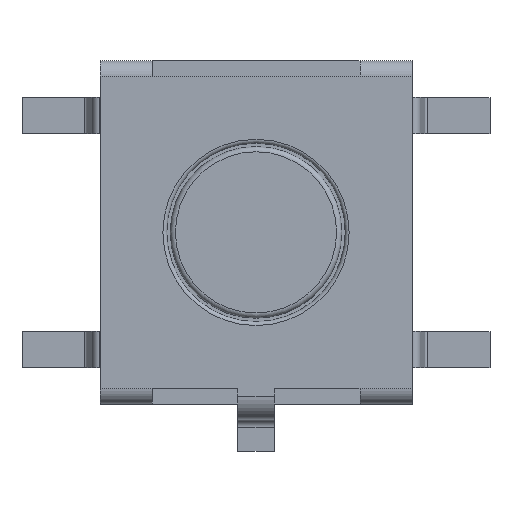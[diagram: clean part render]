
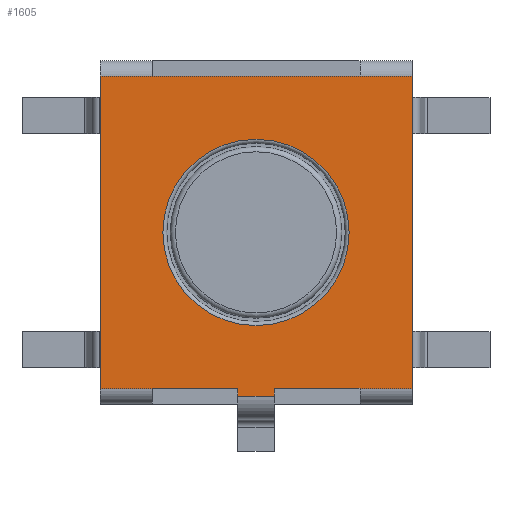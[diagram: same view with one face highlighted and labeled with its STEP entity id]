
A CAD part, top view. The second image highlights one B-rep face of the part: STEP entity #1605.
In plain terms, the highlighted planar face has unit normal (0, 0, 1).
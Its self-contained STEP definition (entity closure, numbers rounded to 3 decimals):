
#356 = VERTEX_POINT('',#357);
#357 = CARTESIAN_POINT('',(3.,3.923,3.4));
#364 = EDGE_CURVE('',#365,#356,#367,.T.);
#365 = VERTEX_POINT('',#366);
#366 = CARTESIAN_POINT('',(3.,-2.083,3.4));
#367 = LINE('',#368,#369);
#368 = CARTESIAN_POINT('',(3.,3.92,3.4));
#369 = VECTOR('',#370,1.);
#370 = DIRECTION('',(0.,1.,0.));
#1560 = VERTEX_POINT('',#1561);
#1561 = CARTESIAN_POINT('',(2.,-2.083,3.4));
#1570 = EDGE_CURVE('',#1560,#365,#1571,.T.);
#1571 = LINE('',#1572,#1573);
#1572 = CARTESIAN_POINT('',(2.,-2.083,3.4));
#1573 = VECTOR('',#1574,1.);
#1574 = DIRECTION('',(1.,0.,0.));
#1585 = VERTEX_POINT('',#1586);
#1586 = CARTESIAN_POINT('',(2.,3.923,3.4));
#1595 = EDGE_CURVE('',#1585,#356,#1596,.T.);
#1596 = LINE('',#1597,#1598);
#1597 = CARTESIAN_POINT('',(2.,3.923,3.4));
#1598 = VECTOR('',#1599,1.);
#1599 = DIRECTION('',(1.,0.,0.));
#1605 = ADVANCED_FACE('',(#1606,#1713),#1724,.T.);
#1606 = FACE_BOUND('',#1607,.T.);
#1607 = EDGE_LOOP('',(#1608,#1609,#1610,#1618,#1626,#1634,#1642,#1650,
#1658,#1666,#1674,#1682,#1690,#1698,#1706,#1712));
#1608 = ORIENTED_EDGE('',*,*,#364,.T.);
#1609 = ORIENTED_EDGE('',*,*,#1595,.F.);
#1610 = ORIENTED_EDGE('',*,*,#1611,.F.);
#1611 = EDGE_CURVE('',#1612,#1585,#1614,.T.);
#1612 = VERTEX_POINT('',#1613);
#1613 = CARTESIAN_POINT('',(2.,3.92,3.4));
#1614 = LINE('',#1615,#1616);
#1615 = CARTESIAN_POINT('',(2.,3.92,3.4));
#1616 = VECTOR('',#1617,1.);
#1617 = DIRECTION('',(0.,1.,0.));
#1618 = ORIENTED_EDGE('',*,*,#1619,.T.);
#1619 = EDGE_CURVE('',#1612,#1620,#1622,.T.);
#1620 = VERTEX_POINT('',#1621);
#1621 = CARTESIAN_POINT('',(-2.,3.92,3.4));
#1622 = LINE('',#1623,#1624);
#1623 = CARTESIAN_POINT('',(3.,3.92,3.4));
#1624 = VECTOR('',#1625,1.);
#1625 = DIRECTION('',(-1.,0.,0.));
#1626 = ORIENTED_EDGE('',*,*,#1627,.T.);
#1627 = EDGE_CURVE('',#1620,#1628,#1630,.T.);
#1628 = VERTEX_POINT('',#1629);
#1629 = CARTESIAN_POINT('',(-2.,3.923,3.4));
#1630 = LINE('',#1631,#1632);
#1631 = CARTESIAN_POINT('',(-2.,3.92,3.4));
#1632 = VECTOR('',#1633,1.);
#1633 = DIRECTION('',(0.,1.,0.));
#1634 = ORIENTED_EDGE('',*,*,#1635,.T.);
#1635 = EDGE_CURVE('',#1628,#1636,#1638,.T.);
#1636 = VERTEX_POINT('',#1637);
#1637 = CARTESIAN_POINT('',(-3.,3.923,3.4));
#1638 = LINE('',#1639,#1640);
#1639 = CARTESIAN_POINT('',(-2.,3.923,3.4));
#1640 = VECTOR('',#1641,1.);
#1641 = DIRECTION('',(-1.,0.,0.));
#1642 = ORIENTED_EDGE('',*,*,#1643,.T.);
#1643 = EDGE_CURVE('',#1636,#1644,#1646,.T.);
#1644 = VERTEX_POINT('',#1645);
#1645 = CARTESIAN_POINT('',(-3.,-2.083,3.4));
#1646 = LINE('',#1647,#1648);
#1647 = CARTESIAN_POINT('',(-3.,-2.08,3.4));
#1648 = VECTOR('',#1649,1.);
#1649 = DIRECTION('',(0.,-1.,0.));
#1650 = ORIENTED_EDGE('',*,*,#1651,.F.);
#1651 = EDGE_CURVE('',#1652,#1644,#1654,.T.);
#1652 = VERTEX_POINT('',#1653);
#1653 = CARTESIAN_POINT('',(-2.,-2.083,3.4));
#1654 = LINE('',#1655,#1656);
#1655 = CARTESIAN_POINT('',(-2.,-2.083,3.4));
#1656 = VECTOR('',#1657,1.);
#1657 = DIRECTION('',(-1.,0.,0.));
#1658 = ORIENTED_EDGE('',*,*,#1659,.F.);
#1659 = EDGE_CURVE('',#1660,#1652,#1662,.T.);
#1660 = VERTEX_POINT('',#1661);
#1661 = CARTESIAN_POINT('',(-2.,-2.08,3.4));
#1662 = LINE('',#1663,#1664);
#1663 = CARTESIAN_POINT('',(-2.,-2.08,3.4));
#1664 = VECTOR('',#1665,1.);
#1665 = DIRECTION('',(0.,-1.,0.));
#1666 = ORIENTED_EDGE('',*,*,#1667,.T.);
#1667 = EDGE_CURVE('',#1660,#1668,#1670,.T.);
#1668 = VERTEX_POINT('',#1669);
#1669 = CARTESIAN_POINT('',(-0.35,-2.08,3.4));
#1670 = LINE('',#1671,#1672);
#1671 = CARTESIAN_POINT('',(-3.,-2.08,3.4));
#1672 = VECTOR('',#1673,1.);
#1673 = DIRECTION('',(1.,0.,0.));
#1674 = ORIENTED_EDGE('',*,*,#1675,.F.);
#1675 = EDGE_CURVE('',#1676,#1668,#1678,.T.);
#1676 = VERTEX_POINT('',#1677);
#1677 = CARTESIAN_POINT('',(-0.35,-2.23,3.4));
#1678 = LINE('',#1679,#1680);
#1679 = CARTESIAN_POINT('',(-0.35,-2.23,3.4));
#1680 = VECTOR('',#1681,1.);
#1681 = DIRECTION('',(0.,1.,0.));
#1682 = ORIENTED_EDGE('',*,*,#1683,.F.);
#1683 = EDGE_CURVE('',#1684,#1676,#1686,.T.);
#1684 = VERTEX_POINT('',#1685);
#1685 = CARTESIAN_POINT('',(0.35,-2.23,3.4));
#1686 = LINE('',#1687,#1688);
#1687 = CARTESIAN_POINT('',(0.35,-2.23,3.4));
#1688 = VECTOR('',#1689,1.);
#1689 = DIRECTION('',(-1.,0.,0.));
#1690 = ORIENTED_EDGE('',*,*,#1691,.T.);
#1691 = EDGE_CURVE('',#1684,#1692,#1694,.T.);
#1692 = VERTEX_POINT('',#1693);
#1693 = CARTESIAN_POINT('',(0.35,-2.08,3.4));
#1694 = LINE('',#1695,#1696);
#1695 = CARTESIAN_POINT('',(0.35,-2.23,3.4));
#1696 = VECTOR('',#1697,1.);
#1697 = DIRECTION('',(0.,1.,0.));
#1698 = ORIENTED_EDGE('',*,*,#1699,.T.);
#1699 = EDGE_CURVE('',#1692,#1700,#1702,.T.);
#1700 = VERTEX_POINT('',#1701);
#1701 = CARTESIAN_POINT('',(2.,-2.08,3.4));
#1702 = LINE('',#1703,#1704);
#1703 = CARTESIAN_POINT('',(-3.,-2.08,3.4));
#1704 = VECTOR('',#1705,1.);
#1705 = DIRECTION('',(1.,0.,0.));
#1706 = ORIENTED_EDGE('',*,*,#1707,.T.);
#1707 = EDGE_CURVE('',#1700,#1560,#1708,.T.);
#1708 = LINE('',#1709,#1710);
#1709 = CARTESIAN_POINT('',(2.,-2.08,3.4));
#1710 = VECTOR('',#1711,1.);
#1711 = DIRECTION('',(0.,-1.,0.));
#1712 = ORIENTED_EDGE('',*,*,#1570,.T.);
#1713 = FACE_BOUND('',#1714,.T.);
#1714 = EDGE_LOOP('',(#1715));
#1715 = ORIENTED_EDGE('',*,*,#1716,.T.);
#1716 = EDGE_CURVE('',#1717,#1717,#1719,.T.);
#1717 = VERTEX_POINT('',#1718);
#1718 = CARTESIAN_POINT('',(0.,2.711,3.4));
#1719 = CIRCLE('',#1720,1.791);
#1720 = AXIS2_PLACEMENT_3D('',#1721,#1722,#1723);
#1721 = CARTESIAN_POINT('',(0.,0.92,3.4));
#1722 = DIRECTION('',(0.,0.,-1.));
#1723 = DIRECTION('',(0.,1.,0.));
#1724 = PLANE('',#1725);
#1725 = AXIS2_PLACEMENT_3D('',#1726,#1727,#1728);
#1726 = CARTESIAN_POINT('',(0.,0.878,3.4));
#1727 = DIRECTION('',(0.,0.,1.));
#1728 = DIRECTION('',(0.,1.,0.));
